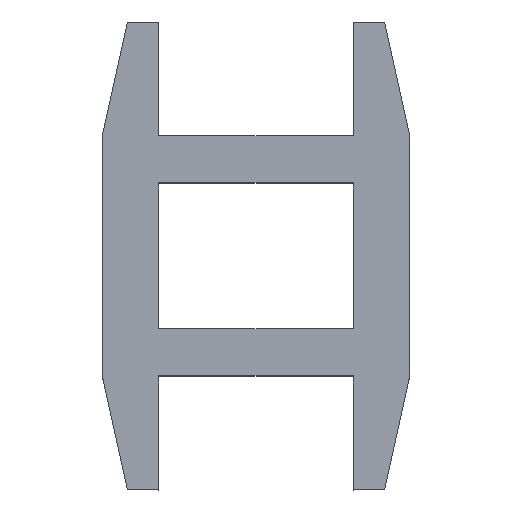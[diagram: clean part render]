
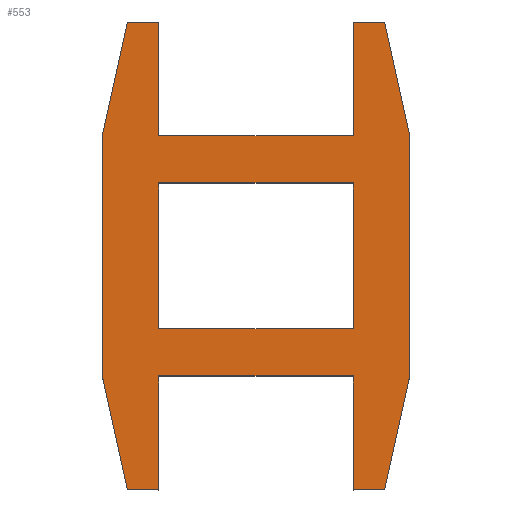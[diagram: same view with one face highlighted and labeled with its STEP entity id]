
A CAD part, top view. The second image highlights one B-rep face of the part: STEP entity #553.
In plain terms, the highlighted planar face has unit normal (0, 0, 1).
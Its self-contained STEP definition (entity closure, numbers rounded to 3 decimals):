
#2 = EDGE_CURVE ( 'NONE', #543, #521, #225, .T. ) ;
#7 = ORIENTED_EDGE ( 'NONE', *, *, #454, .T. ) ;
#8 = ORIENTED_EDGE ( 'NONE', *, *, #651, .T. ) ;
#9 = DIRECTION ( 'NONE',  ( 0., 1., 0. ) ) ;
#11 = LINE ( 'NONE', #687, #245 ) ;
#13 = VECTOR ( 'NONE', #73, 1000. ) ;
#14 = CARTESIAN_POINT ( 'NONE',  ( 1247.21, 963.527, 5.64 ) ) ;
#16 = CARTESIAN_POINT ( 'NONE',  ( 1245.21, 940.968, 5.64 ) ) ;
#19 = ORIENTED_EDGE ( 'NONE', *, *, #2, .T. ) ;
#22 = AXIS2_PLACEMENT_3D ( 'NONE', #329, #507, #621 ) ;
#23 = VECTOR ( 'NONE', #413, 1000. ) ;
#24 = ORIENTED_EDGE ( 'NONE', *, *, #293, .T. ) ;
#28 = PLANE ( 'NONE',  #22 ) ;
#31 = ORIENTED_EDGE ( 'NONE', *, *, #365, .T. ) ;
#33 = VECTOR ( 'NONE', #324, 1000. ) ;
#35 = DIRECTION ( 'NONE',  ( 0., -1., 0. ) ) ;
#38 = CARTESIAN_POINT ( 'NONE',  ( 1243.61, 963.527, 5.64 ) ) ;
#44 = VECTOR ( 'NONE', #583, 1000. ) ;
#59 = LINE ( 'NONE', #122, #321 ) ;
#64 = EDGE_LOOP ( 'NONE', ( #535, #317, #638, #548 ) ) ;
#70 = CARTESIAN_POINT ( 'NONE',  ( 1243.61, 963.527, 5.64 ) ) ;
#73 = DIRECTION ( 'NONE',  ( -1., 0., 0. ) ) ;
#75 = VERTEX_POINT ( 'NONE', #154 ) ;
#78 = DIRECTION ( 'NONE',  ( 0., 1., 0. ) ) ;
#81 = CARTESIAN_POINT ( 'NONE',  ( 1247.21, 940.968, 5.64 ) ) ;
#84 = CARTESIAN_POINT ( 'NONE',  ( 1259.61, 940.968, 5.64 ) ) ;
#86 = CARTESIAN_POINT ( 'NONE',  ( 1243.61, 963.527, 5.64 ) ) ;
#91 = DIRECTION ( 'NONE',  ( 1., 0., 0. ) ) ;
#101 = LINE ( 'NONE', #602, #666 ) ;
#103 = DIRECTION ( 'NONE',  ( 0., -1., 0. ) ) ;
#105 = EDGE_CURVE ( 'NONE', #414, #164, #127, .T. ) ;
#106 = CARTESIAN_POINT ( 'NONE',  ( 1247.21, 970.786, 5.64 ) ) ;
#118 = CARTESIAN_POINT ( 'NONE',  ( 1247.21, 960.527, 5.64 ) ) ;
#122 = CARTESIAN_POINT ( 'NONE',  ( 1263.21, 963.527, 5.64 ) ) ;
#127 = LINE ( 'NONE', #533, #295 ) ;
#128 = CARTESIAN_POINT ( 'NONE',  ( 1247.21, 951.227, 5.64 ) ) ;
#130 = CARTESIAN_POINT ( 'NONE',  ( 1263.21, 948.227, 5.64 ) ) ;
#132 = VERTEX_POINT ( 'NONE', #349 ) ;
#148 = VERTEX_POINT ( 'NONE', #342 ) ;
#152 = CARTESIAN_POINT ( 'NONE',  ( 1259.61, 948.227, 5.64 ) ) ;
#154 = CARTESIAN_POINT ( 'NONE',  ( 1259.61, 963.527, 5.64 ) ) ;
#156 = LINE ( 'NONE', #128, #769 ) ;
#158 = DIRECTION ( 'NONE',  ( -1., 0., 0. ) ) ;
#164 = VERTEX_POINT ( 'NONE', #106 ) ;
#165 = DIRECTION ( 'NONE',  ( 0.215, -0.977, 0. ) ) ;
#172 = DIRECTION ( 'NONE',  ( -0.215, 0.977, 0. ) ) ;
#179 = VECTOR ( 'NONE', #762, 1000. ) ;
#184 = EDGE_CURVE ( 'NONE', #399, #592, #392, .T. ) ;
#189 = VECTOR ( 'NONE', #35, 1000. ) ;
#190 = CARTESIAN_POINT ( 'NONE',  ( 1247.21, 948.227, 5.64 ) ) ;
#203 = DIRECTION ( 'NONE',  ( -0.215, -0.977, 0. ) ) ;
#208 = EDGE_CURVE ( 'NONE', #592, #398, #609, .T. ) ;
#221 = VERTEX_POINT ( 'NONE', #278 ) ;
#225 = LINE ( 'NONE', #86, #460 ) ;
#227 = EDGE_CURVE ( 'NONE', #521, #481, #430, .T. ) ;
#241 = LINE ( 'NONE', #369, #421 ) ;
#245 = VECTOR ( 'NONE', #165, 1000. ) ;
#246 = VECTOR ( 'NONE', #103, 1000. ) ;
#252 = DIRECTION ( 'NONE',  ( 0., 1., 0. ) ) ;
#253 = EDGE_LOOP ( 'NONE', ( #596, #568, #567, #589, #307, #7, #24, #706, #669, #31, #550, #280, #19, #636, #692, #8 ) ) ;
#272 = VERTEX_POINT ( 'NONE', #646 ) ;
#278 = CARTESIAN_POINT ( 'NONE',  ( 1247.21, 960.527, 5.64 ) ) ;
#280 = ORIENTED_EDGE ( 'NONE', *, *, #723, .T. ) ;
#289 = CARTESIAN_POINT ( 'NONE',  ( 1259.61, 970.786, 5.64 ) ) ;
#293 = EDGE_CURVE ( 'NONE', #343, #132, #59, .T. ) ;
#295 = VECTOR ( 'NONE', #339, 1000. ) ;
#304 = EDGE_CURVE ( 'NONE', #148, #221, #712, .T. ) ;
#307 = ORIENTED_EDGE ( 'NONE', *, *, #598, .T. ) ;
#314 = EDGE_CURVE ( 'NONE', #524, #75, #628, .T. ) ;
#317 = ORIENTED_EDGE ( 'NONE', *, *, #412, .F. ) ;
#321 = VECTOR ( 'NONE', #172, 1000. ) ;
#324 = DIRECTION ( 'NONE',  ( 0.215, 0.977, 0. ) ) ;
#329 = CARTESIAN_POINT ( 'NONE',  ( 1247.21, 948.227, 5.64 ) ) ;
#334 = LINE ( 'NONE', #486, #13 ) ;
#339 = DIRECTION ( 'NONE',  ( 0., 1., 0. ) ) ;
#342 = CARTESIAN_POINT ( 'NONE',  ( 1259.61, 960.527, 5.64 ) ) ;
#343 = VERTEX_POINT ( 'NONE', #356 ) ;
#349 = CARTESIAN_POINT ( 'NONE',  ( 1261.61, 970.786, 5.64 ) ) ;
#354 = LINE ( 'NONE', #449, #734 ) ;
#356 = CARTESIAN_POINT ( 'NONE',  ( 1263.21, 963.527, 5.64 ) ) ;
#363 = LINE ( 'NONE', #729, #403 ) ;
#365 = EDGE_CURVE ( 'NONE', #75, #414, #469, .T. ) ;
#369 = CARTESIAN_POINT ( 'NONE',  ( 1259.61, 960.527, 5.64 ) ) ;
#378 = CARTESIAN_POINT ( 'NONE',  ( 1261.61, 940.968, 5.64 ) ) ;
#379 = LINE ( 'NONE', #152, #491 ) ;
#387 = VERTEX_POINT ( 'NONE', #130 ) ;
#391 = LINE ( 'NONE', #572, #189 ) ;
#392 = LINE ( 'NONE', #397, #761 ) ;
#397 = CARTESIAN_POINT ( 'NONE',  ( 1259.61, 940.968, 5.64 ) ) ;
#398 = VERTEX_POINT ( 'NONE', #378 ) ;
#399 = VERTEX_POINT ( 'NONE', #663 ) ;
#403 = VECTOR ( 'NONE', #252, 1000. ) ;
#412 = EDGE_CURVE ( 'NONE', #499, #148, #241, .T. ) ;
#413 = DIRECTION ( 'NONE',  ( -1., 0., 0. ) ) ;
#414 = VERTEX_POINT ( 'NONE', #14 ) ;
#421 = VECTOR ( 'NONE', #9, 1000. ) ;
#424 = EDGE_CURVE ( 'NONE', #555, #489, #101, .T. ) ;
#426 = VERTEX_POINT ( 'NONE', #16 ) ;
#430 = LINE ( 'NONE', #38, #246 ) ;
#438 = CARTESIAN_POINT ( 'NONE',  ( 1243.61, 948.227, 5.64 ) ) ;
#449 = CARTESIAN_POINT ( 'NONE',  ( 1245.21, 940.968, 5.64 ) ) ;
#454 = EDGE_CURVE ( 'NONE', #387, #343, #363, .T. ) ;
#460 = VECTOR ( 'NONE', #203, 1000. ) ;
#461 = CARTESIAN_POINT ( 'NONE',  ( 1245.21, 970.786, 5.64 ) ) ;
#469 = LINE ( 'NONE', #705, #23 ) ;
#481 = VERTEX_POINT ( 'NONE', #438 ) ;
#486 = CARTESIAN_POINT ( 'NONE',  ( 1261.61, 970.786, 5.64 ) ) ;
#489 = VERTEX_POINT ( 'NONE', #190 ) ;
#491 = VECTOR ( 'NONE', #753, 1000. ) ;
#494 = EDGE_CURVE ( 'NONE', #132, #524, #334, .T. ) ;
#499 = VERTEX_POINT ( 'NONE', #558 ) ;
#500 = CARTESIAN_POINT ( 'NONE',  ( 1259.61, 970.786, 5.64 ) ) ;
#506 = EDGE_CURVE ( 'NONE', #272, #499, #156, .T. ) ;
#507 = DIRECTION ( 'NONE',  ( 0., 0., 1. ) ) ;
#514 = LINE ( 'NONE', #733, #33 ) ;
#516 = CARTESIAN_POINT ( 'NONE',  ( 1245.21, 970.786, 5.64 ) ) ;
#521 = VERTEX_POINT ( 'NONE', #70 ) ;
#524 = VERTEX_POINT ( 'NONE', #500 ) ;
#526 = VECTOR ( 'NONE', #158, 1000. ) ;
#527 = FACE_BOUND ( 'NONE', #64, .T. ) ;
#532 = DIRECTION ( 'NONE',  ( 0., -1., 0. ) ) ;
#533 = CARTESIAN_POINT ( 'NONE',  ( 1247.21, 970.786, 5.64 ) ) ;
#535 = ORIENTED_EDGE ( 'NONE', *, *, #304, .F. ) ;
#538 = VECTOR ( 'NONE', #766, 1000. ) ;
#543 = VERTEX_POINT ( 'NONE', #516 ) ;
#548 = ORIENTED_EDGE ( 'NONE', *, *, #738, .F. ) ;
#550 = ORIENTED_EDGE ( 'NONE', *, *, #105, .T. ) ;
#551 = LINE ( 'NONE', #461, #526 ) ;
#553 = ADVANCED_FACE ( 'NONE', ( #726, #527 ), #28, .T. ) ;
#555 = VERTEX_POINT ( 'NONE', #81 ) ;
#558 = CARTESIAN_POINT ( 'NONE',  ( 1259.61, 951.227, 5.64 ) ) ;
#567 = ORIENTED_EDGE ( 'NONE', *, *, #184, .T. ) ;
#568 = ORIENTED_EDGE ( 'NONE', *, *, #757, .T. ) ;
#572 = CARTESIAN_POINT ( 'NONE',  ( 1247.21, 960.527, 5.64 ) ) ;
#583 = DIRECTION ( 'NONE',  ( 1., 0., 0. ) ) ;
#589 = ORIENTED_EDGE ( 'NONE', *, *, #208, .T. ) ;
#592 = VERTEX_POINT ( 'NONE', #84 ) ;
#596 = ORIENTED_EDGE ( 'NONE', *, *, #424, .T. ) ;
#598 = EDGE_CURVE ( 'NONE', #398, #387, #514, .T. ) ;
#602 = CARTESIAN_POINT ( 'NONE',  ( 1247.21, 940.968, 5.64 ) ) ;
#609 = LINE ( 'NONE', #750, #44 ) ;
#621 = DIRECTION ( 'NONE',  ( 1., 0., 0. ) ) ;
#628 = LINE ( 'NONE', #289, #179 ) ;
#636 = ORIENTED_EDGE ( 'NONE', *, *, #227, .T. ) ;
#638 = ORIENTED_EDGE ( 'NONE', *, *, #506, .F. ) ;
#646 = CARTESIAN_POINT ( 'NONE',  ( 1247.21, 951.227, 5.64 ) ) ;
#651 = EDGE_CURVE ( 'NONE', #426, #555, #354, .T. ) ;
#663 = CARTESIAN_POINT ( 'NONE',  ( 1259.61, 948.227, 5.64 ) ) ;
#666 = VECTOR ( 'NONE', #78, 1000. ) ;
#669 = ORIENTED_EDGE ( 'NONE', *, *, #314, .T. ) ;
#670 = DIRECTION ( 'NONE',  ( 1., 0., 0. ) ) ;
#687 = CARTESIAN_POINT ( 'NONE',  ( 1243.61, 948.227, 5.64 ) ) ;
#692 = ORIENTED_EDGE ( 'NONE', *, *, #752, .T. ) ;
#705 = CARTESIAN_POINT ( 'NONE',  ( 1259.61, 963.527, 5.64 ) ) ;
#706 = ORIENTED_EDGE ( 'NONE', *, *, #494, .T. ) ;
#712 = LINE ( 'NONE', #118, #538 ) ;
#723 = EDGE_CURVE ( 'NONE', #164, #543, #551, .T. ) ;
#726 = FACE_OUTER_BOUND ( 'NONE', #253, .T. ) ;
#729 = CARTESIAN_POINT ( 'NONE',  ( 1263.21, 963.527, 5.64 ) ) ;
#733 = CARTESIAN_POINT ( 'NONE',  ( 1263.21, 948.227, 5.64 ) ) ;
#734 = VECTOR ( 'NONE', #91, 1000. ) ;
#738 = EDGE_CURVE ( 'NONE', #221, #272, #391, .T. ) ;
#750 = CARTESIAN_POINT ( 'NONE',  ( 1261.61, 940.968, 5.64 ) ) ;
#752 = EDGE_CURVE ( 'NONE', #481, #426, #11, .T. ) ;
#753 = DIRECTION ( 'NONE',  ( 1., 0., 0. ) ) ;
#757 = EDGE_CURVE ( 'NONE', #489, #399, #379, .T. ) ;
#761 = VECTOR ( 'NONE', #532, 1000. ) ;
#762 = DIRECTION ( 'NONE',  ( 0., -1., 0. ) ) ;
#766 = DIRECTION ( 'NONE',  ( -1., 0., 0. ) ) ;
#769 = VECTOR ( 'NONE', #670, 1000. ) ;
